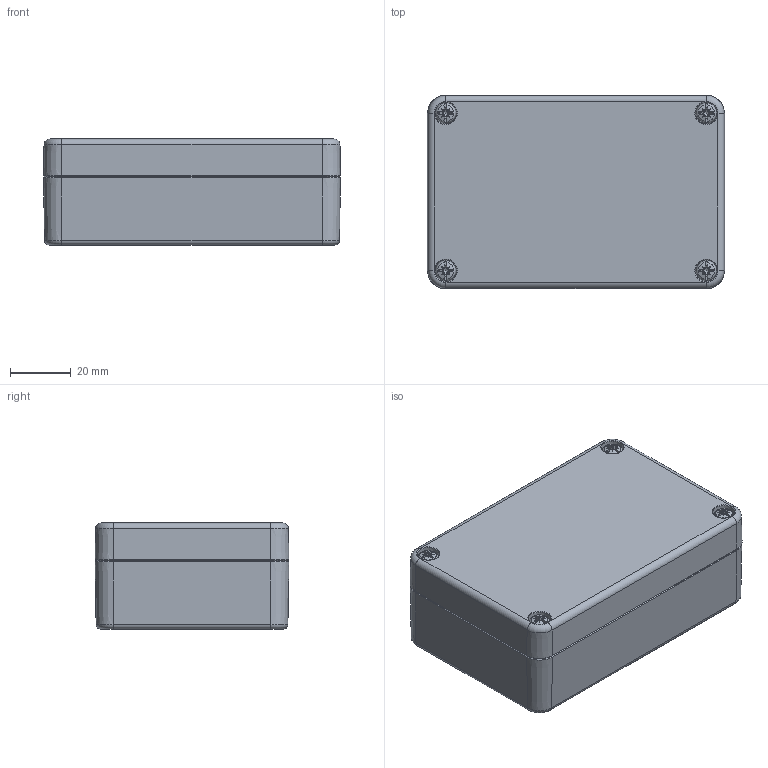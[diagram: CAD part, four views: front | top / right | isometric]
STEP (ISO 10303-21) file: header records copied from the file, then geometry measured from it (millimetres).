
FILE_DESCRIPTION(/* description */ (''),/* implementation_level */ '2;1');
FILE_NAME(/* name */ '1004100400-MBX_906030-K_VE.stp',/* time_stamp */ '2018-10-31T15:08:32+01:00',/* author */ ('robin.rentz'),/* organization */ (''),/* preprocessor_version */ 'ST-DEVELOPER v17',/* originating_system */ 'Autodesk Inventor 2019',/* authorisation */ '');
FILE_SCHEMA (('CONFIG_CONTROL_DESIGN'));
Products named in the file (6): 1004100400-MBX_906030-K_VE; UT-MBX_906030; OT-MBX_906030; OT-MBX_906030_1; 1990000011 - Schraube BM4 x 20-8; 1990000007 M4 Gewindebuchse
Assembly tree (11 placements, depth 2):
  1004100400-MBX_906030-K_VE
    UT-MBX_906030
    OT-MBX_906030
    OT-MBX_906030_1
    1990000011 - Schraube BM4 x 20-8  x4
    1990000007 M4 Gewindebuchse  x4
Bounding box: 97.99 x 63.99 x 35 mm (x, y, z)
Volume: 79008.2 mm3; surface area: 58271.8 mm2
Topology: 11 solids, 11 shells, 2101 faces, 4998 edges, 2968 vertices
Faces by surface type: plane 713, cylinder 508, cone 418, bspline 256, torus 158, sphere 48
Full cylindrical faces by diameter (mm): 3.242 x4, 3.6 x4, 4 x4, 4.4 x4, 6 x4
Entity records: 62010 total; most frequent: CARTESIAN_POINT 32724, DIRECTION 6108, ORIENTED_EDGE 6100, EDGE_CURVE 3050, AXIS2_PLACEMENT_3D 2499, VERTEX_POINT 1783, EDGE_LOOP 1407, FACE_OUTER_BOUND 1330
